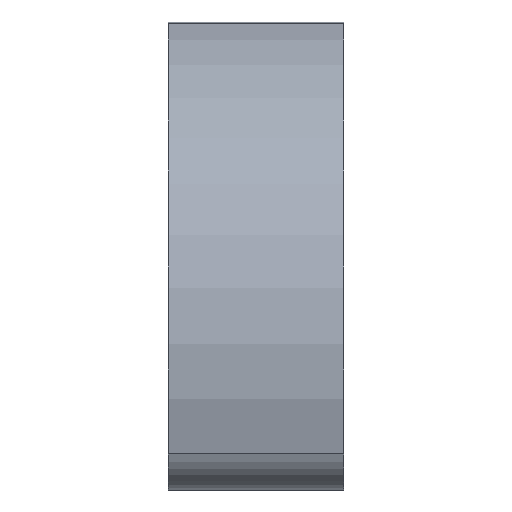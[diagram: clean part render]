
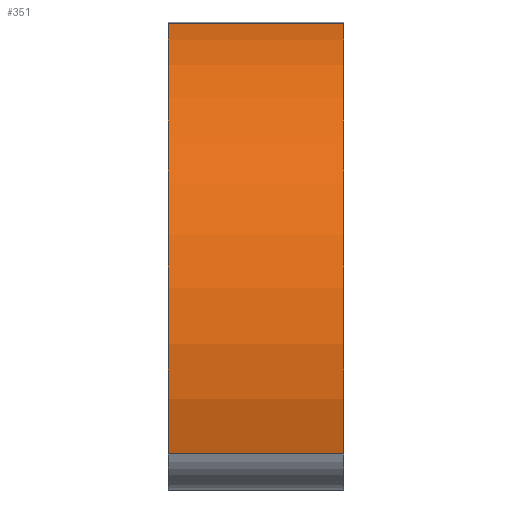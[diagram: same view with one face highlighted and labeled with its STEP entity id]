
A CAD part, top view. The second image highlights one B-rep face of the part: STEP entity #351.
In plain terms, the highlighted cylindrical face has radius 20 mm (diameter 40 mm), a partial arc.
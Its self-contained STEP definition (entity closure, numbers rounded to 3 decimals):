
#5 = VECTOR ( 'NONE', #606, 1000. ) ;
#9 = VERTEX_POINT ( 'NONE', #197 ) ;
#39 = AXIS2_PLACEMENT_3D ( 'NONE', #479, #706, #59 ) ;
#55 = CARTESIAN_POINT ( 'NONE',  ( -37.912, -5.853, 19.124 ) ) ;
#59 = DIRECTION ( 'NONE',  ( 0., 0., 1. ) ) ;
#92 = CARTESIAN_POINT ( 'NONE',  ( -37.912, 0., 0. ) ) ;
#118 = ORIENTED_EDGE ( 'NONE', *, *, #240, .T. ) ;
#152 = ORIENTED_EDGE ( 'NONE', *, *, #591, .F. ) ;
#164 = CARTESIAN_POINT ( 'NONE',  ( 5.95, 0., 0. ) ) ;
#180 = EDGE_CURVE ( 'NONE', #9, #705, #318, .T. ) ;
#197 = CARTESIAN_POINT ( 'NONE',  ( -4.35, 19.489, 4.493 ) ) ;
#209 = DIRECTION ( 'NONE',  ( 0., 0., -1. ) ) ;
#219 = CIRCLE ( 'NONE', #714, 20. ) ;
#223 = ORIENTED_EDGE ( 'NONE', *, *, #234, .F. ) ;
#234 = EDGE_CURVE ( 'NONE', #9, #481, #498, .T. ) ;
#240 = EDGE_CURVE ( 'NONE', #705, #694, #563, .T. ) ;
#254 = CARTESIAN_POINT ( 'NONE',  ( 5.95, 19.489, 4.493 ) ) ;
#318 = CIRCLE ( 'NONE', #39, 20. ) ;
#327 = DIRECTION ( 'NONE',  ( 1., 0., 0. ) ) ;
#341 = CARTESIAN_POINT ( 'NONE',  ( 5.95, -5.853, 19.124 ) ) ;
#351 = ADVANCED_FACE ( 'NONE', ( #599 ), #470, .T. ) ;
#381 = CARTESIAN_POINT ( 'NONE',  ( -37.912, 19.489, 4.493 ) ) ;
#445 = ORIENTED_EDGE ( 'NONE', *, *, #180, .T. ) ;
#451 = CARTESIAN_POINT ( 'NONE',  ( -4.35, -5.853, 19.124 ) ) ;
#470 = CYLINDRICAL_SURFACE ( 'NONE', #725, 20. ) ;
#479 = CARTESIAN_POINT ( 'NONE',  ( -4.35, 0., 0. ) ) ;
#481 = VERTEX_POINT ( 'NONE', #254 ) ;
#498 = LINE ( 'NONE', #381, #663 ) ;
#554 = DIRECTION ( 'NONE',  ( 1., 0., 0. ) ) ;
#559 = DIRECTION ( 'NONE',  ( 0., 0., -1. ) ) ;
#563 = LINE ( 'NONE', #55, #5 ) ;
#591 = EDGE_CURVE ( 'NONE', #481, #694, #219, .T. ) ;
#594 = EDGE_LOOP ( 'NONE', ( #223, #445, #118, #152 ) ) ;
#599 = FACE_OUTER_BOUND ( 'NONE', #594, .T. ) ;
#606 = DIRECTION ( 'NONE',  ( 1., 0., 0. ) ) ;
#663 = VECTOR ( 'NONE', #554, 1000. ) ;
#694 = VERTEX_POINT ( 'NONE', #341 ) ;
#705 = VERTEX_POINT ( 'NONE', #451 ) ;
#706 = DIRECTION ( 'NONE',  ( 1., 0., 0. ) ) ;
#707 = DIRECTION ( 'NONE',  ( 1., 0., 0. ) ) ;
#714 = AXIS2_PLACEMENT_3D ( 'NONE', #164, #327, #559 ) ;
#725 = AXIS2_PLACEMENT_3D ( 'NONE', #92, #707, #209 ) ;
